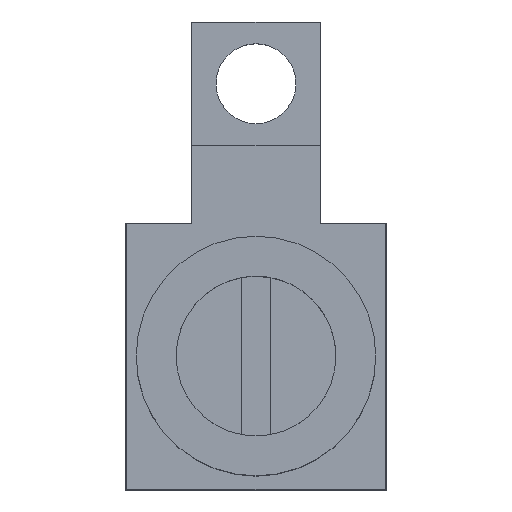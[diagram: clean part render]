
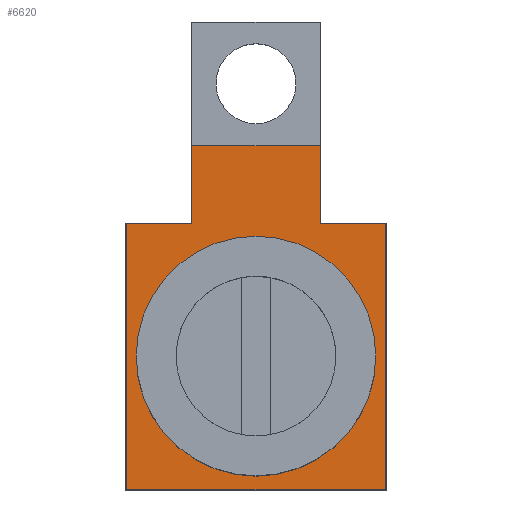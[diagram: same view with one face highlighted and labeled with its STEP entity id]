
A CAD part, top view. The second image highlights one B-rep face of the part: STEP entity #6620.
In plain terms, the highlighted planar face has unit normal (0, 0, 1).
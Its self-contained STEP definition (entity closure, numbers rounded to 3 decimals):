
#4090=CARTESIAN_POINT('',(-64.,-4.143,25.7));
#4100=DIRECTION('',(-1.,0.,0.));
#4110=VECTOR('',#4100,1.);
#4120=LINE('',#4090,#4110);
#4130=CARTESIAN_POINT('',(-19.609,-4.143,25.7));
#4140=VERTEX_POINT('',#4130);
#4150=CARTESIAN_POINT('',(-24.909,-4.143,25.7));
#4160=VERTEX_POINT('',#4150);
#4170=EDGE_CURVE('',#4140,#4160,#4120,.T.);
#5230=CARTESIAN_POINT('',(-17.309,4.558,25.7));
#5240=VERTEX_POINT('',#5230);
#5270=CARTESIAN_POINT('',(-22.259,4.558,25.7));
#5280=DIRECTION('',(0.,0.,-1.));
#5290=DIRECTION('',(-1.,0.,0.));
#5300=AXIS2_PLACEMENT_3D('',#5270,#5280,#5290);
#5310=CIRCLE('',#5300,4.95);
#5320=CARTESIAN_POINT('',(-27.209,4.558,25.7));
#5330=VERTEX_POINT('',#5320);
#5340=EDGE_CURVE('',#5240,#5330,#5310,.T.);
#5640=CARTESIAN_POINT('',(-27.609,10.057,25.7));
#5650=VERTEX_POINT('',#5640);
#5680=CARTESIAN_POINT('',(-27.609,9.508,25.7));
#5690=DIRECTION('',(0.,-1.,0.));
#5700=VECTOR('',#5690,1.);
#5710=LINE('',#5680,#5700);
#5720=CARTESIAN_POINT('',(-27.609,-0.943,25.7));
#5730=VERTEX_POINT('',#5720);
#5740=EDGE_CURVE('',#5650,#5730,#5710,.T.);
#6000=CARTESIAN_POINT('',(-22.259,-3.692,25.7));
#6010=DIRECTION('',(-0.,-0.,-1.));
#6020=DIRECTION('',(0.,-1.,0.));
#6030=AXIS2_PLACEMENT_3D('',#6000,#6010,#6020);
#6040=PLANE('',#6030);
#6050=ORIENTED_EDGE('',*,*,#5340,.T.);
#6060=CARTESIAN_POINT('',(-22.259,9.508,25.7));
#6070=VERTEX_POINT('',#6060);
#6080=EDGE_CURVE('',#6070,#5240,#5310,.T.);
#6090=ORIENTED_EDGE('',*,*,#6080,.T.);
#6100=EDGE_CURVE('',#5330,#6070,#5310,.T.);
#6110=ORIENTED_EDGE('',*,*,#6100,.T.);
#6120=EDGE_LOOP('',(#6110,#6090,#6050));
#6130=FACE_BOUND('',#6120,.T.);
#6140=CARTESIAN_POINT('',(-16.909,9.508,25.7));
#6150=DIRECTION('',(0.,-1.,0.));
#6160=VECTOR('',#6150,1.);
#6170=LINE('',#6140,#6160);
#6180=CARTESIAN_POINT('',(-16.909,10.057,25.7));
#6190=VERTEX_POINT('',#6180);
#6200=CARTESIAN_POINT('',(-16.909,-0.943,25.7));
#6210=VERTEX_POINT('',#6200);
#6220=EDGE_CURVE('',#6190,#6210,#6170,.T.);
#6230=ORIENTED_EDGE('',*,*,#6220,.F.);
#6240=CARTESIAN_POINT('',(-64.,-0.943,25.7));
#6250=DIRECTION('',(-1.,0.,0.));
#6260=VECTOR('',#6250,1.);
#6270=LINE('',#6240,#6260);
#6280=CARTESIAN_POINT('',(-19.609,-0.943,25.7));
#6290=VERTEX_POINT('',#6280);
#6300=EDGE_CURVE('',#6210,#6290,#6270,.T.);
#6310=ORIENTED_EDGE('',*,*,#6300,.F.);
#6320=CARTESIAN_POINT('',(-19.609,12.058,25.7));
#6330=DIRECTION('',(0.,1.,0.));
#6340=VECTOR('',#6330,1.);
#6350=LINE('',#6320,#6340);
#6360=EDGE_CURVE('',#4140,#6290,#6350,.T.);
#6370=ORIENTED_EDGE('',*,*,#6360,.T.);
#6380=ORIENTED_EDGE('',*,*,#4170,.F.);
#6390=CARTESIAN_POINT('',(-24.909,12.058,25.7));
#6400=DIRECTION('',(0.,1.,0.));
#6410=VECTOR('',#6400,1.);
#6420=LINE('',#6390,#6410);
#6430=CARTESIAN_POINT('',(-24.909,-0.943,25.7));
#6440=VERTEX_POINT('',#6430);
#6450=EDGE_CURVE('',#4160,#6440,#6420,.T.);
#6460=ORIENTED_EDGE('',*,*,#6450,.F.);
#6470=CARTESIAN_POINT('',(-64.,-0.943,25.7));
#6480=DIRECTION('',(-1.,0.,0.));
#6490=VECTOR('',#6480,1.);
#6500=LINE('',#6470,#6490);
#6510=EDGE_CURVE('',#6440,#5730,#6500,.T.);
#6520=ORIENTED_EDGE('',*,*,#6510,.F.);
#6530=ORIENTED_EDGE('',*,*,#5740,.T.);
#6540=CARTESIAN_POINT('',(-22.259,10.057,25.7));
#6550=DIRECTION('',(-1.,0.,0.));
#6560=VECTOR('',#6550,1.);
#6570=LINE('',#6540,#6560);
#6580=EDGE_CURVE('',#6190,#5650,#6570,.T.);
#6590=ORIENTED_EDGE('',*,*,#6580,.T.);
#6600=EDGE_LOOP('',(#6590,#6530,#6520,#6460,#6380,#6370,#6310,#6230));
#6610=FACE_OUTER_BOUND('',#6600,.T.);
#6620=ADVANCED_FACE('',(#6130,#6610),#6040,.F.);
